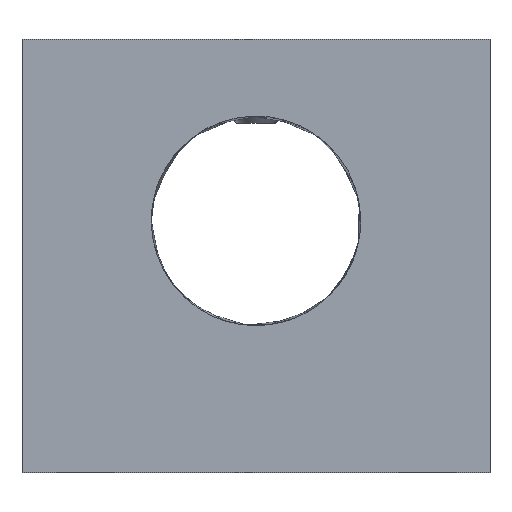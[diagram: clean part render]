
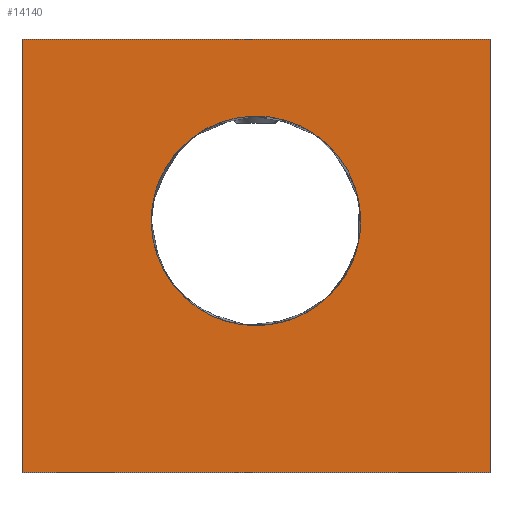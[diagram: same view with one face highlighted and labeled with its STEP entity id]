
A CAD part, top view. The second image highlights one B-rep face of the part: STEP entity #14140.
In plain terms, the highlighted free-form (B-spline) face has degree [1, 1] with [2, 2] control points.
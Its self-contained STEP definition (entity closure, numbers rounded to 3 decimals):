
#3570 = CARTESIAN_POINT ('', (15., 36., 30.));
#3580 = VERTEX_POINT ('', #3570);
#3590 = CARTESIAN_POINT ('', (-15., 36., 30.));
#3600 = VERTEX_POINT ('', #3590);
#3610 = CARTESIAN_POINT ('', (15., 36., 30.));
#3620 = CARTESIAN_POINT ('', (15., 66., 30.));
#3630 = CARTESIAN_POINT ('', (-15., 66., 30.));
#3640 = CARTESIAN_POINT ('', (-15., 36., 30.));
#3650 = (
   BOUNDED_CURVE ()
   B_SPLINE_CURVE (3, (#3610, #3620, #3630, #3640), .UNSPECIFIED., .F., .U.)
   B_SPLINE_CURVE_WITH_KNOTS ((4, 4), (0., 1.), .UNSPECIFIED.)
   CURVE ()
   GEOMETRIC_REPRESENTATION_ITEM ()
   RATIONAL_B_SPLINE_CURVE ((1., 0.333, 0.333, 1.))
   REPRESENTATION_ITEM ('')
);
#3660 = EDGE_CURVE ('', #3580, #3600, #3650, .T.);
#3920 = CARTESIAN_POINT ('', (-15., 36., 30.));
#3930 = CARTESIAN_POINT ('', (-15., 6., 30.));
#3940 = CARTESIAN_POINT ('', (15., 6., 30.));
#3950 = CARTESIAN_POINT ('', (15., 36., 30.));
#3960 = (
   BOUNDED_CURVE ()
   B_SPLINE_CURVE (3, (#3920, #3930, #3940, #3950), .UNSPECIFIED., .F., .U.)
   B_SPLINE_CURVE_WITH_KNOTS ((4, 4), (0., 1.), .UNSPECIFIED.)
   CURVE ()
   GEOMETRIC_REPRESENTATION_ITEM ()
   RATIONAL_B_SPLINE_CURVE ((1., 0.333, 0.333, 1.))
   REPRESENTATION_ITEM ('')
);
#3970 = EDGE_CURVE ('', #3600, #3580, #3960, .T.);
#4630 = CARTESIAN_POINT ('', (33.5, 62., 30.));
#4640 = VERTEX_POINT ('', #4630);
#4700 = CARTESIAN_POINT ('', (33.5, 0., 30.));
#4710 = VERTEX_POINT ('', #4700);
#4720 = CARTESIAN_POINT ('', (33.5, 0., 30.));
#4730 = CARTESIAN_POINT ('', (33.5, 62., 30.));
#4740 = B_SPLINE_CURVE_WITH_KNOTS ('', 1, (#4720, #4730), .UNSPECIFIED., .F., .U., (2, 2), (0., 1.), .UNSPECIFIED.);
#4750 = EDGE_CURVE ('', #4710, #4640, #4740, .T.);
#4910 = CARTESIAN_POINT ('', (-33.5, 62., 30.));
#4920 = VERTEX_POINT ('', #4910);
#4980 = CARTESIAN_POINT ('', (33.5, 62., 30.));
#4990 = CARTESIAN_POINT ('', (-33.5, 62., 30.));
#5000 = B_SPLINE_CURVE_WITH_KNOTS ('', 1, (#4980, #4990), .UNSPECIFIED., .F., .U., (2, 2), (0., 1.), .UNSPECIFIED.);
#5010 = EDGE_CURVE ('', #4640, #4920, #5000, .T.);
#8420 = CARTESIAN_POINT ('', (-33.5, 0., 30.));
#8430 = VERTEX_POINT ('', #8420);
#8490 = CARTESIAN_POINT ('', (-33.5, 62., 30.));
#8500 = CARTESIAN_POINT ('', (-33.5, 0., 30.));
#8510 = B_SPLINE_CURVE_WITH_KNOTS ('', 1, (#8490, #8500), .UNSPECIFIED., .F., .U., (2, 2), (0., 1.), .UNSPECIFIED.);
#8520 = EDGE_CURVE ('', #4920, #8430, #8510, .T.);
#8650 = CARTESIAN_POINT ('', (33.5, 0., 30.));
#8660 = CARTESIAN_POINT ('', (-33.5, 0., 30.));
#8670 = B_SPLINE_CURVE_WITH_KNOTS ('', 1, (#8650, #8660), .UNSPECIFIED., .F., .U., (2, 2), (0., 1.), .UNSPECIFIED.);
#8680 = EDGE_CURVE ('', #4710, #8430, #8670, .T.);
#13990 = ORIENTED_EDGE ('', *, *, #4750, .T.);
#14000 = ORIENTED_EDGE ('', *, *, #5010, .T.);
#14010 = ORIENTED_EDGE ('', *, *, #8520, .T.);
#14020 = ORIENTED_EDGE ('', *, *, #8680, .F.);
#14030 = EDGE_LOOP ('', (#13990, #14000, #14010, #14020));
#14040 = FACE_OUTER_BOUND ('', #14030, .T.);
#14050 = ORIENTED_EDGE ('', *, *, #3660, .F.);
#14060 = ORIENTED_EDGE ('', *, *, #3970, .F.);
#14070 = EDGE_LOOP ('', (#14050, #14060));
#14080 = FACE_BOUND ('', #14070, .T.);
#14090 = CARTESIAN_POINT ('', (-33.5, 0., 30.));
#14100 = CARTESIAN_POINT ('', (-33.5, 62., 30.));
#14110 = CARTESIAN_POINT ('', (33.5, 0., 30.));
#14120 = CARTESIAN_POINT ('', (33.5, 62., 30.));
#14130 = B_SPLINE_SURFACE_WITH_KNOTS ('', 1, 1, ((#14090, #14100), (#14110, #14120)), .UNSPECIFIED., .F., .F., .U., (2, 2), (2, 2), (0., 1.), (0., 1.), .UNSPECIFIED.);
#14140 = ADVANCED_FACE ('', (#14040, #14080), #14130, .T.);
